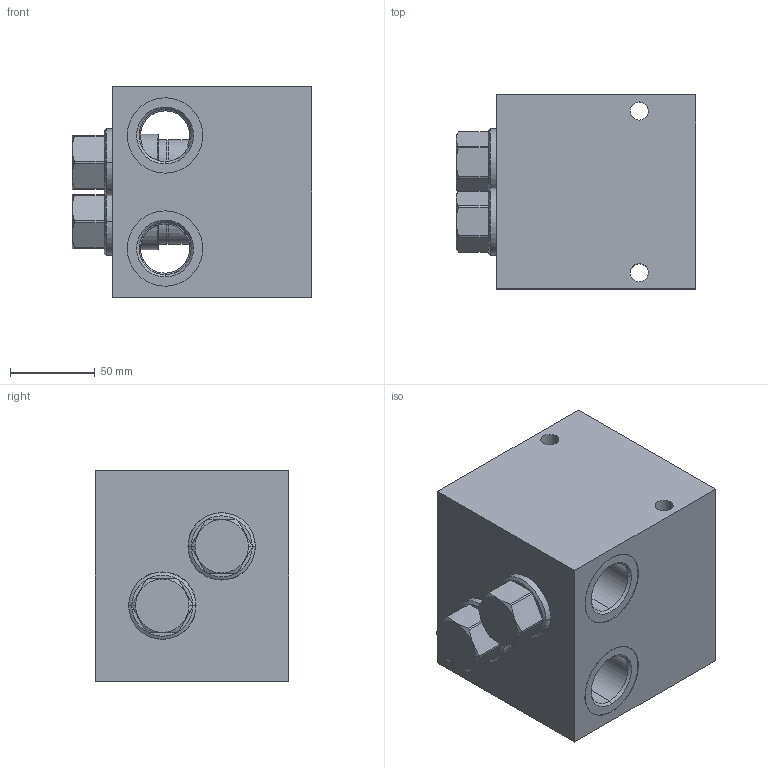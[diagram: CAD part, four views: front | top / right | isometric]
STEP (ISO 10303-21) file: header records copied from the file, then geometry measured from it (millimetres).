
FILE_DESCRIPTION((''),'2;1');
FILE_NAME('IMX_ASM','2022-05-10T',('ProEService'),(''),'PRO/ENGINEER BY PARAMETRIC TECHNOLOGY CORPORATION, 2014200','PRO/ENGINEER BY PARAMETRIC TECHNOLOGY CORPORATION, 2014200','');
FILE_SCHEMA(('CONFIG_CONTROL_DESIGN'));
Length unit declared in the file: inch
Products named in the file (3): 151-172-008; CXHAXAN; IMX_ASM
Assembly tree (3 placements, depth 2):
  IMX_ASM
    151-172-008
    CXHAXAN  x2
Bounding box: 141.3 x 114.3 x 123.83 mm (x, y, z)
Volume: 1291413.3 mm3; surface area: 178651.3 mm2
Topology: 7 solids, 7 shells, 452 faces, 1366 edges, 1060 vertices
Faces by surface type: cylinder 210, cone 111, plane 77, torus 38, revolution 16
Entity records: 13123 total; most frequent: CARTESIAN_POINT 4362, DIRECTION 1855, ORIENTED_EDGE 1480, EDGE_CURVE 740, AXIS2_PLACEMENT_3D 658, VECTOR 531, LINE 531, VERTEX_POINT 454
